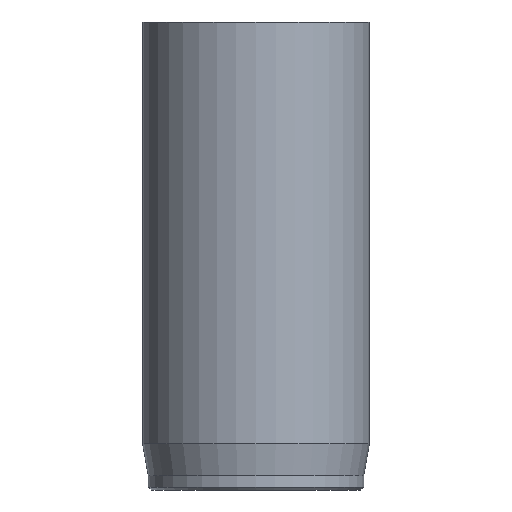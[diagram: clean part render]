
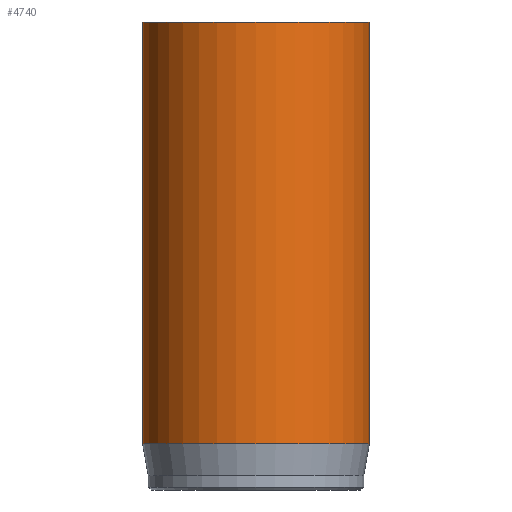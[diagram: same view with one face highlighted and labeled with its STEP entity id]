
A CAD part, front view. The second image highlights one B-rep face of the part: STEP entity #4740.
In plain terms, the highlighted cylindrical face has radius 8 mm (diameter 16 mm), a full revolution.
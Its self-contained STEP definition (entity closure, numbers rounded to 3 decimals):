
#32=CYLINDRICAL_SURFACE('',#4912,8.);
#48=CIRCLE('',#4879,8.);
#64=CIRCLE('',#4910,8.);
#65=CIRCLE('',#4911,8.);
#837=FACE_OUTER_BOUND('',#1118,.T.);
#1118=EDGE_LOOP('',(#4315,#4316,#4317,#4318,#4319));
#1453=LINE('',#9105,#1796);
#1796=VECTOR('',#5459,8.);
#2248=VERTEX_POINT('',#9044);
#2264=VERTEX_POINT('',#9099);
#2265=VERTEX_POINT('',#9100);
#2929=EDGE_CURVE('',#2248,#2248,#48,.T.);
#2953=EDGE_CURVE('',#2264,#2265,#64,.T.);
#2954=EDGE_CURVE('',#2265,#2264,#65,.T.);
#2956=EDGE_CURVE('',#2248,#2264,#1453,.T.);
#4315=ORIENTED_EDGE('',*,*,#2929,.T.);
#4316=ORIENTED_EDGE('',*,*,#2956,.T.);
#4317=ORIENTED_EDGE('',*,*,#2953,.T.);
#4318=ORIENTED_EDGE('',*,*,#2954,.T.);
#4319=ORIENTED_EDGE('',*,*,#2956,.F.);
#4740=ADVANCED_FACE('',(#837),#32,.T.);
#4879=AXIS2_PLACEMENT_3D('',#9045,#5382,#5383);
#4910=AXIS2_PLACEMENT_3D('',#9101,#5452,#5453);
#4911=AXIS2_PLACEMENT_3D('',#9102,#5454,#5455);
#4912=AXIS2_PLACEMENT_3D('',#9104,#5457,#5458);
#5382=DIRECTION('center_axis',(0.,0.,-1.));
#5383=DIRECTION('ref_axis',(-1.,0.,0.));
#5452=DIRECTION('center_axis',(0.,0.,1.));
#5453=DIRECTION('ref_axis',(-1.,0.,0.));
#5454=DIRECTION('center_axis',(0.,0.,1.));
#5455=DIRECTION('ref_axis',(-1.,0.,0.));
#5457=DIRECTION('center_axis',(0.,0.,1.));
#5458=DIRECTION('ref_axis',(-1.,0.,0.));
#5459=DIRECTION('',(0.,0.,-1.));
#9044=CARTESIAN_POINT('',(8.,0.,33.));
#9045=CARTESIAN_POINT('Origin',(0.,0.,33.));
#9099=CARTESIAN_POINT('',(8.,0.,3.269));
#9100=CARTESIAN_POINT('',(-8.,0.,3.269));
#9101=CARTESIAN_POINT('Origin',(0.,0.,3.269));
#9102=CARTESIAN_POINT('Origin',(0.,0.,3.269));
#9104=CARTESIAN_POINT('Origin',(0.,0.,0.));
#9105=CARTESIAN_POINT('',(8.,0.,0.));
